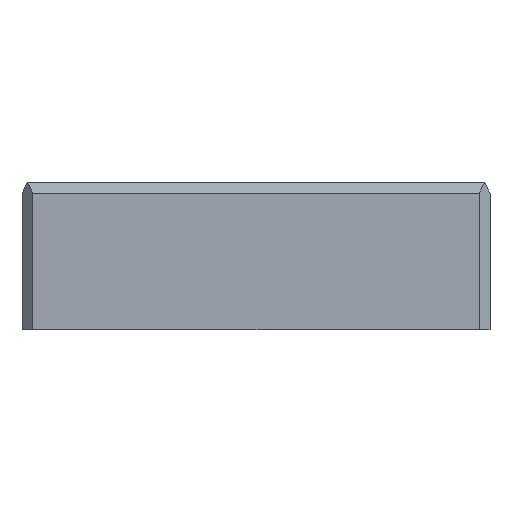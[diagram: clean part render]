
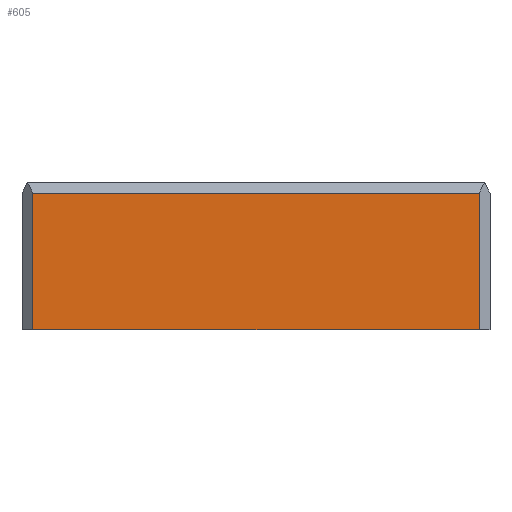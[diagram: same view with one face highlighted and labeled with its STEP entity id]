
A CAD part, front view. The second image highlights one B-rep face of the part: STEP entity #605.
In plain terms, the highlighted planar face has unit normal (0, -1, 0).
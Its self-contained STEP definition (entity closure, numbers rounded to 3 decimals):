
#87 = EDGE_CURVE('',#88,#90,#92,.T.);
#88 = VERTEX_POINT('',#89);
#89 = CARTESIAN_POINT('',(-21.2,-31.25,0.));
#90 = VERTEX_POINT('',#91);
#91 = CARTESIAN_POINT('',(20.,-31.25,0.));
#92 = LINE('',#93,#94);
#93 = CARTESIAN_POINT('',(-21.,-31.25,0.));
#94 = VECTOR('',#95,1.);
#95 = DIRECTION('',(1.,0.,0.));
#605 = ADVANCED_FACE('',(#606),#631,.T.);
#606 = FACE_BOUND('',#607,.T.);
#607 = EDGE_LOOP('',(#608,#618,#624,#625));
#608 = ORIENTED_EDGE('',*,*,#609,.T.);
#609 = EDGE_CURVE('',#610,#612,#614,.T.);
#610 = VERTEX_POINT('',#611);
#611 = CARTESIAN_POINT('',(20.,-31.25,12.6));
#612 = VERTEX_POINT('',#613);
#613 = CARTESIAN_POINT('',(-21.2,-31.25,12.6));
#614 = LINE('',#615,#616);
#615 = CARTESIAN_POINT('',(20.5,-31.25,12.6));
#616 = VECTOR('',#617,1.);
#617 = DIRECTION('',(-1.,0.,0.));
#618 = ORIENTED_EDGE('',*,*,#619,.F.);
#619 = EDGE_CURVE('',#88,#612,#620,.T.);
#620 = LINE('',#621,#622);
#621 = CARTESIAN_POINT('',(-21.2,-31.25,0.));
#622 = VECTOR('',#623,1.);
#623 = DIRECTION('',(0.,0.,1.));
#624 = ORIENTED_EDGE('',*,*,#87,.T.);
#625 = ORIENTED_EDGE('',*,*,#626,.T.);
#626 = EDGE_CURVE('',#90,#610,#627,.T.);
#627 = LINE('',#628,#629);
#628 = CARTESIAN_POINT('',(20.,-31.25,0.));
#629 = VECTOR('',#630,1.);
#630 = DIRECTION('',(0.,0.,1.));
#631 = PLANE('',#632);
#632 = AXIS2_PLACEMENT_3D('',#633,#634,#635);
#633 = CARTESIAN_POINT('',(-0.6,-31.25,6.8));
#634 = DIRECTION('',(-0.,-1.,-0.));
#635 = DIRECTION('',(0.,0.,-1.));
